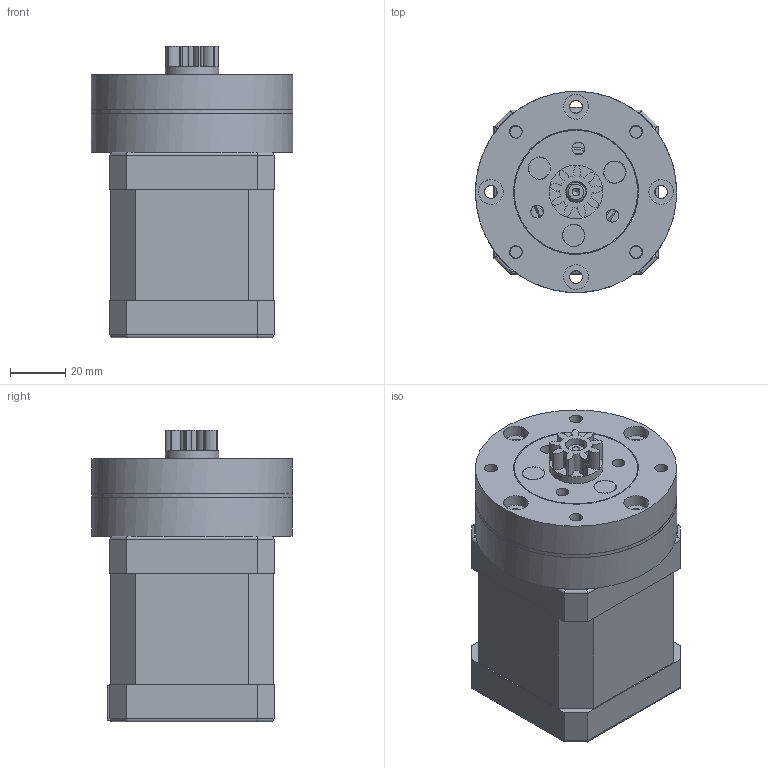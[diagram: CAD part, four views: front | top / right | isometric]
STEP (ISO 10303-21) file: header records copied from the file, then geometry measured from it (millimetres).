
FILE_DESCRIPTION(('FreeCAD Model'),'2;1');
FILE_NAME('Open CASCADE Shape Model','2025-04-25T21:34:08',('FreeCAD'),( 'FreeCAD'),'Open CASCADE STEP processor 7.6','FreeCAD','Unknown');
FILE_SCHEMA(('AUTOMOTIVE_DESIGN { 1 0 10303 214 1 1 1 1 }'));
Products named in the file (1): Open CASCADE STEP translator 7.6 1
Bounding box: 72.99 x 72.93 x 105.85 mm (x, y, z)
Volume: 312398.6 mm3; surface area: 90808.3 mm2
Topology: 17 solids, 17 shells, 849 faces, 2213 edges, 1468 vertices
Faces by surface type: bspline 849
Entity records: 49767 total; most frequent: CARTESIAN_POINT 36982, ORIENTED_EDGE 4424, EDGE_CURVE 2212, VERTEX_POINT 1468, B_SPLINE_CURVE_WITH_KNOTS 1367, FACE_BOUND 1022, EDGE_LOOP 1022, ADVANCED_FACE 849
